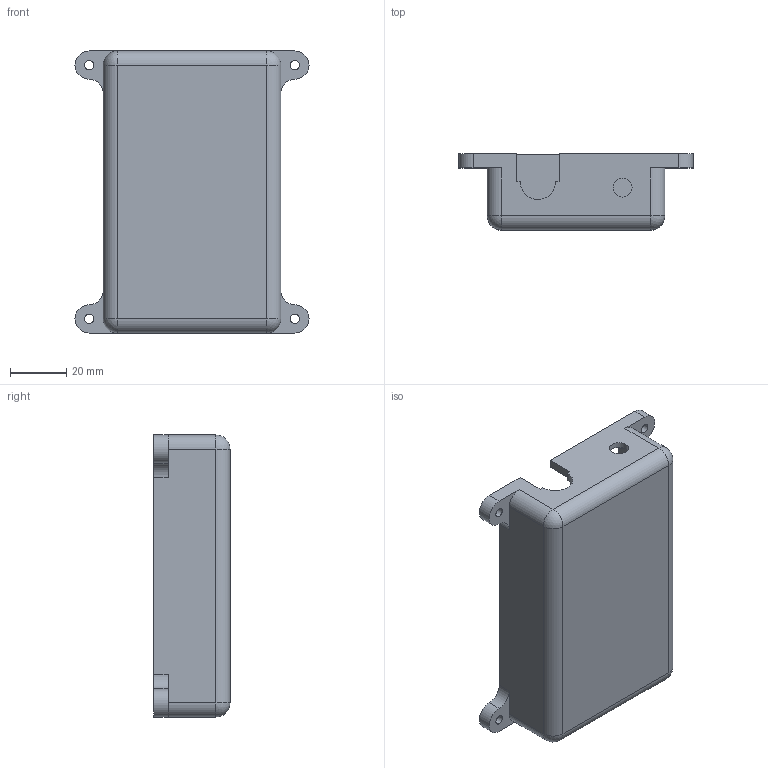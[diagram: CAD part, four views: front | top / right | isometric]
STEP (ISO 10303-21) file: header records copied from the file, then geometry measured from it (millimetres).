
FILE_DESCRIPTION(/* description */ (''),/* implementation_level */ '2;1');
FILE_NAME(/* name */ 'Back_new.stp',/* time_stamp */ '2025-05-08T19:11:51-04:00',/* author */ ('cjr20'),/* organization */ (''),/* preprocessor_version */ 'ST-DEVELOPER v20',/* originating_system */ 'Autodesk Inventor 2025',/* authorisation */ '');
FILE_SCHEMA (('AUTOMOTIVE_DESIGN { 1 0 10303 214 3 1 1 }'));
Length unit declared in the file: millimetre
Products named in the file (1): Back
Bounding box: 83 x 27 x 100 mm (x, y, z)
Volume: 56895.6 mm3; surface area: 28299.9 mm2
Topology: 1 solids, 1 shells, 84 faces, 213 edges, 132 vertices
Faces by surface type: cylinder 38, plane 34, sphere 8, torus 4
Full cylindrical faces by diameter (mm): 3.25 x4, 6.75 x1
Entity records: 2590 total; most frequent: DIRECTION 461, CARTESIAN_POINT 440, ORIENTED_EDGE 426, EDGE_CURVE 213, AXIS2_PLACEMENT_3D 165, VERTEX_POINT 132, LINE 131, VECTOR 131
